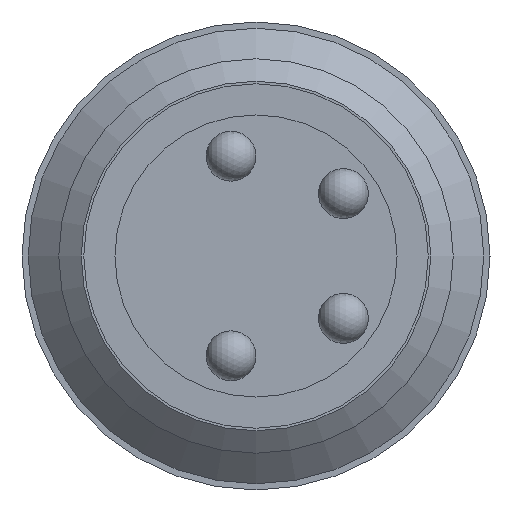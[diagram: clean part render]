
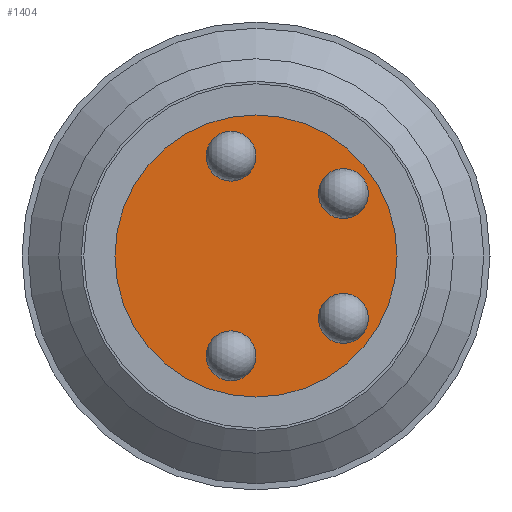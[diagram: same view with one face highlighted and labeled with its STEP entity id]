
A CAD part, left-side view. The second image highlights one B-rep face of the part: STEP entity #1404.
In plain terms, the highlighted face is planar.
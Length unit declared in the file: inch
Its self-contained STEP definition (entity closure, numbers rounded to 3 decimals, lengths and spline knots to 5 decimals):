
#28 = EDGE_LOOP ( 'NONE', ( #2174 ) ) ;
#100 = AXIS2_PLACEMENT_3D ( 'NONE', #746, #3174, #1087 ) ;
#105 = CARTESIAN_POINT ( 'NONE',  ( 0.3, 0., 0. ) ) ;
#137 = CIRCLE ( 'NONE', #2632, 0.02 ) ;
#207 = CARTESIAN_POINT ( 'NONE',  ( 0.3, 0., 0.08 ) ) ;
#225 = EDGE_CURVE ( 'NONE', #981, #981, #253, .T. ) ;
#253 = CIRCLE ( 'NONE', #100, 0.02 ) ;
#348 = DIRECTION ( 'NONE',  ( 0., -1., 0. ) ) ;
#599 = DIRECTION ( 'NONE',  ( 1., 0., 0. ) ) ;
#746 = CARTESIAN_POINT ( 'NONE',  ( 0.3, 0.02, 0.08 ) ) ;
#766 = ORIENTED_EDGE ( 'NONE', *, *, #2607, .F. ) ;
#778 = EDGE_CURVE ( 'NONE', #4216, #4216, #1981, .T. ) ;
#848 = CARTESIAN_POINT ( 'NONE',  ( 0.3, -0.113, 0. ) ) ;
#859 = AXIS2_PLACEMENT_3D ( 'NONE', #105, #3320, #1606 ) ;
#962 = CARTESIAN_POINT ( 'NONE',  ( 0.3, 0., 0. ) ) ;
#981 = VERTEX_POINT ( 'NONE', #207 ) ;
#1020 = DIRECTION ( 'NONE',  ( 0., -1., 0. ) ) ;
#1045 = DIRECTION ( 'NONE',  ( 1., 0., 0. ) ) ;
#1086 = EDGE_LOOP ( 'NONE', ( #766 ) ) ;
#1087 = DIRECTION ( 'NONE',  ( 0., -1., 0. ) ) ;
#1304 = DIRECTION ( 'NONE',  ( -1., 0., 0. ) ) ;
#1378 = EDGE_CURVE ( 'NONE', #3313, #3313, #3714, .T. ) ;
#1383 = AXIS2_PLACEMENT_3D ( 'NONE', #3922, #4195, #4207 ) ;
#1404 = ADVANCED_FACE ( 'NONE', ( #3665, #3721, #3708, #3672, #3626 ), #3773, .F. ) ;
#1431 = ORIENTED_EDGE ( 'NONE', *, *, #225, .F. ) ;
#1606 = DIRECTION ( 'NONE',  ( 0., -1., 0. ) ) ;
#1709 = ORIENTED_EDGE ( 'NONE', *, *, #1378, .F. ) ;
#1981 = CIRCLE ( 'NONE', #1383, 0.02 ) ;
#2096 = CIRCLE ( 'NONE', #3392, 0.02 ) ;
#2174 = ORIENTED_EDGE ( 'NONE', *, *, #3104, .F. ) ;
#2426 = EDGE_LOOP ( 'NONE', ( #3643 ) ) ;
#2607 = EDGE_CURVE ( 'NONE', #2799, #2799, #2096, .T. ) ;
#2632 = AXIS2_PLACEMENT_3D ( 'NONE', #3712, #1045, #1020 ) ;
#2677 = CARTESIAN_POINT ( 'NONE',  ( 0.3, -0.07, -0.05 ) ) ;
#2799 = VERTEX_POINT ( 'NONE', #2993 ) ;
#2960 = EDGE_LOOP ( 'NONE', ( #1431 ) ) ;
#2993 = CARTESIAN_POINT ( 'NONE',  ( 0.3, -0.09, -0.05 ) ) ;
#3002 = CARTESIAN_POINT ( 'NONE',  ( 0.3, 0., -0.08 ) ) ;
#3028 = DIRECTION ( 'NONE',  ( 0., -1., 0. ) ) ;
#3104 = EDGE_CURVE ( 'NONE', #4172, #4172, #137, .T. ) ;
#3118 = EDGE_LOOP ( 'NONE', ( #1709 ) ) ;
#3174 = DIRECTION ( 'NONE',  ( 1., 0., 0. ) ) ;
#3313 = VERTEX_POINT ( 'NONE', #848 ) ;
#3320 = DIRECTION ( 'NONE',  ( -1., 0., 0. ) ) ;
#3392 = AXIS2_PLACEMENT_3D ( 'NONE', #2677, #599, #3028 ) ;
#3626 = FACE_BOUND ( 'NONE', #2960, .T. ) ;
#3643 = ORIENTED_EDGE ( 'NONE', *, *, #778, .F. ) ;
#3665 = FACE_BOUND ( 'NONE', #28, .T. ) ;
#3672 = FACE_BOUND ( 'NONE', #1086, .T. ) ;
#3708 = FACE_OUTER_BOUND ( 'NONE', #3118, .T. ) ;
#3712 = CARTESIAN_POINT ( 'NONE',  ( 0.3, 0.02, -0.08 ) ) ;
#3714 = CIRCLE ( 'NONE', #4109, 0.113 ) ;
#3721 = FACE_BOUND ( 'NONE', #2426, .T. ) ;
#3773 = PLANE ( 'NONE',  #859 ) ;
#3922 = CARTESIAN_POINT ( 'NONE',  ( 0.3, -0.07, 0.05 ) ) ;
#4109 = AXIS2_PLACEMENT_3D ( 'NONE', #962, #1304, #348 ) ;
#4172 = VERTEX_POINT ( 'NONE', #3002 ) ;
#4192 = CARTESIAN_POINT ( 'NONE',  ( 0.3, -0.09, 0.05 ) ) ;
#4195 = DIRECTION ( 'NONE',  ( 1., 0., 0. ) ) ;
#4207 = DIRECTION ( 'NONE',  ( 0., -1., 0. ) ) ;
#4216 = VERTEX_POINT ( 'NONE', #4192 ) ;
